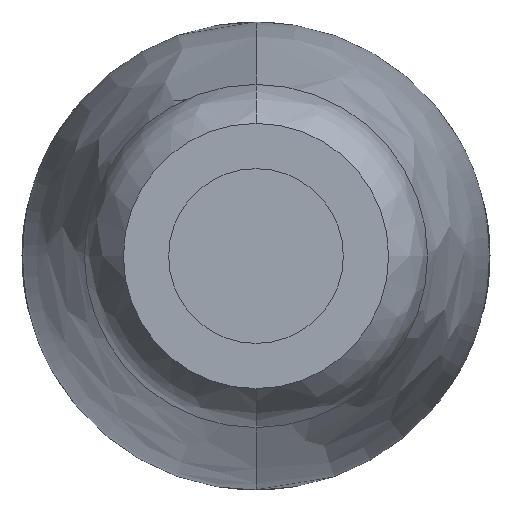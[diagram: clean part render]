
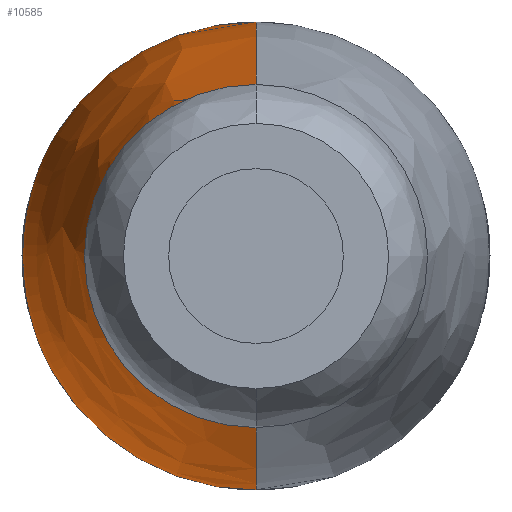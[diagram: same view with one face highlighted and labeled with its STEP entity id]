
A CAD part, front view. The second image highlights one B-rep face of the part: STEP entity #10585.
In plain terms, the highlighted face is a revolution surface.
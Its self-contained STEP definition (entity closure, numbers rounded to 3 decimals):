
#1116=CARTESIAN_POINT('',(-6.404,9.1,
-3.904));
#1131=CARTESIAN_POINT('',(0.,9.1,0.));
#1132=DIRECTION('',(0.,1.,0.));
#1133=DIRECTION('',(0.,0.,-1.));
#1134=AXIS2_PLACEMENT_3D('',#1131,#1132,#1133);
#1207=CARTESIAN_POINT('',(0.,9.1,0.));
#1208=DIRECTION('',(0.,1.,0.));
#1209=DIRECTION('',(-0.854,0.,0.521));
#1210=AXIS2_PLACEMENT_3D('',#1207,#1208,#1209);
#1225=CARTESIAN_POINT('',(-6.404,9.1,3.904));
#1335=CARTESIAN_POINT('',(-6.407,6.437,
-3.9));
#1336=CARTESIAN_POINT('',(-6.406,6.755,
-3.902));
#1337=CARTESIAN_POINT('',(-6.404,7.375,
-3.903));
#1338=CARTESIAN_POINT('',(-6.404,8.261,
-3.903));
#1339=CARTESIAN_POINT('',(-6.404,8.825,
-3.903));
#1340=CARTESIAN_POINT('',(-6.404,9.1,
-3.904));
#1342=CARTESIAN_POINT('',(-6.406,6.439,3.901));
#1343=CARTESIAN_POINT('',(-6.409,5.961,3.898));
#1344=CARTESIAN_POINT('',(-6.423,5.035,3.874));
#1345=CARTESIAN_POINT('',(-6.463,3.687,3.806));
#1346=CARTESIAN_POINT('',(-6.513,2.544,3.718));
#1347=CARTESIAN_POINT('',(-6.57,1.512,3.616));
#1348=CARTESIAN_POINT('',(-6.636,0.598,
3.494));
#1349=CARTESIAN_POINT('',(-6.717,-0.202,
3.34));
#1350=CARTESIAN_POINT('',(-6.805,-0.883,
3.158));
#1351=CARTESIAN_POINT('',(-6.897,-1.468,
2.952));
#1352=CARTESIAN_POINT('',(-6.99,-1.993,
2.719));
#1353=CARTESIAN_POINT('',(-7.08,-2.452,
2.466));
#1354=CARTESIAN_POINT('',(-7.159,-2.829,
2.213));
#1355=CARTESIAN_POINT('',(-7.228,-3.137,
1.96));
#1356=CARTESIAN_POINT('',(-7.287,-3.391,
1.709));
#1357=CARTESIAN_POINT('',(-7.338,-3.598,
1.459));
#1358=CARTESIAN_POINT('',(-7.38,-3.767,
1.207));
#1359=CARTESIAN_POINT('',(-7.414,-3.901,
0.955));
#1360=CARTESIAN_POINT('',(-7.439,-4.,
0.709));
#1361=CARTESIAN_POINT('',(-7.456,-4.067,
0.473));
#1362=CARTESIAN_POINT('',(-7.465,-4.106,
0.244));
#1363=CARTESIAN_POINT('',(-7.469,-4.119,
0.026));
#1364=CARTESIAN_POINT('',(-7.467,-4.107,
-0.194));
#1365=CARTESIAN_POINT('',(-7.458,-4.069,
-0.433));
#1366=CARTESIAN_POINT('',(-7.441,-4.,
-0.687));
#1367=CARTESIAN_POINT('',(-7.414,-3.899,
-0.949));
#1368=CARTESIAN_POINT('',(-7.38,-3.767,-1.209));
#1369=CARTESIAN_POINT('',(-7.338,-3.606,
-1.458));
#1370=CARTESIAN_POINT('',(-7.289,-3.412,
-1.7));
#1371=CARTESIAN_POINT('',(-7.233,-3.179,
-1.938));
#1372=CARTESIAN_POINT('',(-7.17,-2.897,
-2.174));
#1373=CARTESIAN_POINT('',(-7.098,-2.553,
-2.41));
#1374=CARTESIAN_POINT('',(-7.017,-2.134,
-2.646));
#1375=CARTESIAN_POINT('',(-6.928,-1.634,
-2.878));
#1376=CARTESIAN_POINT('',(-6.833,-1.042,
-3.098));
#1377=CARTESIAN_POINT('',(-6.74,-0.354,
-3.294));
#1378=CARTESIAN_POINT('',(-6.653,0.453,
-3.463));
#1379=CARTESIAN_POINT('',(-6.579,1.386,
-3.6));
#1380=CARTESIAN_POINT('',(-6.517,2.442,
-3.712));
#1381=CARTESIAN_POINT('',(-6.463,3.619,
-3.805));
#1382=CARTESIAN_POINT('',(-6.423,4.966,
-3.873));
#1383=CARTESIAN_POINT('',(-6.409,5.934,
-3.897));
#1384=CARTESIAN_POINT('',(-6.407,6.437,
-3.9));
#1386=CARTESIAN_POINT('',(-6.404,9.1,3.904));
#1387=CARTESIAN_POINT('',(-6.403,8.825,3.904));
#1388=CARTESIAN_POINT('',(-6.403,8.261,3.905));
#1389=CARTESIAN_POINT('',(-6.403,7.376,3.906));
#1390=CARTESIAN_POINT('',(-6.405,6.756,3.904));
#1391=CARTESIAN_POINT('',(-6.406,6.439,3.901));
#1393=CARTESIAN_POINT('',(0.,-18.9,0.));
#1394=DIRECTION('',(0.,1.,0.));
#1395=DIRECTION('',(0.,0.,-1.));
#1396=AXIS2_PLACEMENT_3D('',#1393,#1394,#1395);
#1474=CARTESIAN_POINT('',(0.,9.1,-7.5));
#1475=CARTESIAN_POINT('',(0.,8.679,-7.499));
#1476=CARTESIAN_POINT('',(0.,7.023,-7.501));
#1477=CARTESIAN_POINT('',(0.,4.111,-7.5));
#1478=CARTESIAN_POINT('',(0.,-0.746,-7.497));
#1479=CARTESIAN_POINT('',(0.,-5.694,-7.519));
#1480=CARTESIAN_POINT('',(0.,-12.086,-6.78));
#1481=CARTESIAN_POINT('',(0.,-16.113,-5.941));
#1482=CARTESIAN_POINT('',(0.,-18.9,-5.25));
#1489=CARTESIAN_POINT('',(0.,-18.9,5.25));
#1490=CARTESIAN_POINT('',(0.,-16.113,5.941));
#1491=CARTESIAN_POINT('',(0.,-12.086,6.78));
#1492=CARTESIAN_POINT('',(0.,-5.694,7.519));
#1493=CARTESIAN_POINT('',(0.,-0.746,7.497));
#1494=CARTESIAN_POINT('',(0.,4.111,7.5));
#1495=CARTESIAN_POINT('',(0.,7.023,
7.501));
#1496=CARTESIAN_POINT('',(0.,8.679,7.499));
#1497=CARTESIAN_POINT('',(0.,9.1,7.5));
#8095=VERTEX_POINT('',#1489);
#8096=VERTEX_POINT('',#1497);
#8097=VERTEX_POINT('',#1474);
#8098=VERTEX_POINT('',#1482);
#8305=VERTEX_POINT('',#1116);
#8308=VERTEX_POINT('',#1335);
#8309=VERTEX_POINT('',#1342);
#8312=VERTEX_POINT('',#1225);
#10552=CARTESIAN_POINT('',(0.,9.382,7.501));
#10553=CARTESIAN_POINT('',(0.,9.288,7.5));
#10554=CARTESIAN_POINT('',(0.,8.774,7.499));
#10555=CARTESIAN_POINT('',(0.,7.023,7.501));
#10556=CARTESIAN_POINT('',(0.,4.111,7.5));
#10557=CARTESIAN_POINT('',(0.,-0.746,7.497));
#10558=CARTESIAN_POINT('',(0.,-5.694,7.519));
#10559=CARTESIAN_POINT('',(0.,-12.086,6.78));
#10560=CARTESIAN_POINT('',(0.,-16.204,5.922));
#10561=CARTESIAN_POINT('',(0.,-19.083,5.205));
#10562=CARTESIAN_POINT('',(0.,-19.174,5.182));
#10567=CARTESIAN_POINT('',(0.,-26.6,0.));
#10568=DIRECTION('',(0.,1.,0.));
#10569=AXIS1_PLACEMENT('',#10567,#10568);
#10570=SURFACE_OF_REVOLUTION('',#10563,#10569);
#10571=ORIENTED_EDGE('',*,*,#9983,.F.);
#10572=ORIENTED_EDGE('',*,*,#10536,.F.);
#10574=ORIENTED_EDGE('',*,*,#10573,.F.);
#10575=ORIENTED_EDGE('',*,*,#9916,.T.);
#10577=ORIENTED_EDGE('',*,*,#10576,.F.);
#10579=ORIENTED_EDGE('',*,*,#10578,.F.);
#10581=ORIENTED_EDGE('',*,*,#10580,.F.);
#10582=ORIENTED_EDGE('',*,*,#9888,.T.);
#10583=EDGE_LOOP('',(#10571,#10572,#10574,#10575,#10577,#10579,#10581,#10582));
#10584=FACE_OUTER_BOUND('',#10583,.F.);
#1135=CIRCLE('',#1134,7.5);
#1211=CIRCLE('',#1210,7.5);
#1341=B_SPLINE_CURVE_WITH_KNOTS('',3,(#1335,#1336,#1337,#1338,#1339,#1340),
.UNSPECIFIED.,.F.,.F.,(4,1,1,4),(0.,0.333,0.667,1.),
.UNSPECIFIED.);
#1385=B_SPLINE_CURVE_WITH_KNOTS('',3,(#1342,#1343,#1344,#1345,#1346,#1347,#1348,
#1349,#1350,#1351,#1352,#1353,#1354,#1355,#1356,#1357,#1358,#1359,#1360,#1361,
#1362,#1363,#1364,#1365,#1366,#1367,#1368,#1369,#1370,#1371,#1372,#1373,#1374,
#1375,#1376,#1377,#1378,#1379,#1380,#1381,#1382,#1383,#1384),.UNSPECIFIED.,.F.,
.F.,(4,1,1,1,1,1,1,1,1,1,1,1,1,1,1,1,1,1,1,1,1,1,1,1,1,1,1,1,1,1,1,1,1,1,1,1,1,
1,1,1,4),(0.,0.025,0.05,0.075,0.1,0.125,0.15,0.175,0.2,0.225,
0.25,0.275,0.3,0.325,0.35,0.375,0.4,0.425,0.45,0.475,0.5,
0.525,0.55,0.575,0.6,0.625,0.65,0.675,0.7,0.725,0.75,
0.775,0.8,0.825,0.85,0.875,0.9,0.925,0.95,0.975,1.),
.UNSPECIFIED.);
#1392=B_SPLINE_CURVE_WITH_KNOTS('',3,(#1386,#1387,#1388,#1389,#1390,#1391),
.UNSPECIFIED.,.F.,.F.,(4,1,1,4),(0.,0.333,0.667,1.),
.UNSPECIFIED.);
#1397=CIRCLE('',#1396,5.25);
#1483=B_SPLINE_CURVE_WITH_KNOTS('',3,(#1474,#1475,#1476,#1477,#1478,#1479,#1480,
#1481,#1482),.UNSPECIFIED.,.F.,.F.,(4,1,1,1,1,1,4),(0.,0.046,
0.181,0.313,0.559,0.697,1.),
.UNSPECIFIED.);
#1498=B_SPLINE_CURVE_WITH_KNOTS('',3,(#1489,#1490,#1491,#1492,#1493,#1494,#1495,
#1496,#1497),.UNSPECIFIED.,.F.,.F.,(4,1,1,1,1,1,4),(0.,0.303,
0.441,0.687,0.819,0.954,1.),
.UNSPECIFIED.);
#9888=EDGE_CURVE('',#8097,#8305,#1135,.T.);
#9916=EDGE_CURVE('',#8312,#8096,#1211,.T.);
#9983=EDGE_CURVE('',#8308,#8305,#1341,.T.);
#10536=EDGE_CURVE('',#8309,#8308,#1385,.T.);
#10563=B_SPLINE_CURVE_WITH_KNOTS('',3,(#10552,#10553,#10554,#10555,#10556,
#10557,#10558,#10559,#10560,#10561,#10562),.UNSPECIFIED.,.F.,.F.,(4,1,1,1,1,1,1,
1,4),(0.,0.01,0.056,0.188,
0.317,0.558,0.693,0.99,1.),
.UNSPECIFIED.);
#10573=EDGE_CURVE('',#8312,#8309,#1392,.T.);
#10576=EDGE_CURVE('',#8095,#8096,#1498,.T.);
#10578=EDGE_CURVE('',#8098,#8095,#1397,.T.);
#10580=EDGE_CURVE('',#8097,#8098,#1483,.T.);
#10585=ADVANCED_FACE('',(#10584),#10570,.F.);
